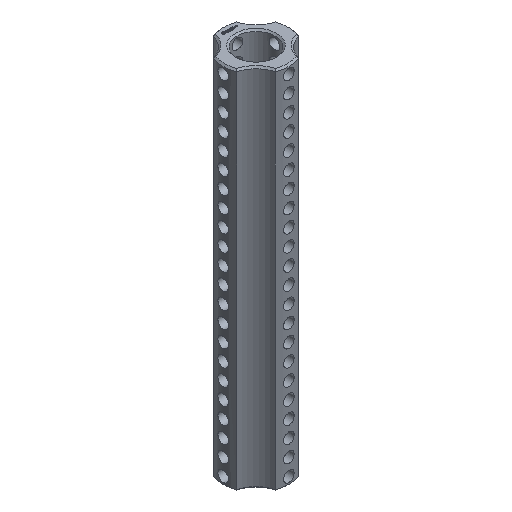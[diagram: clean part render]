
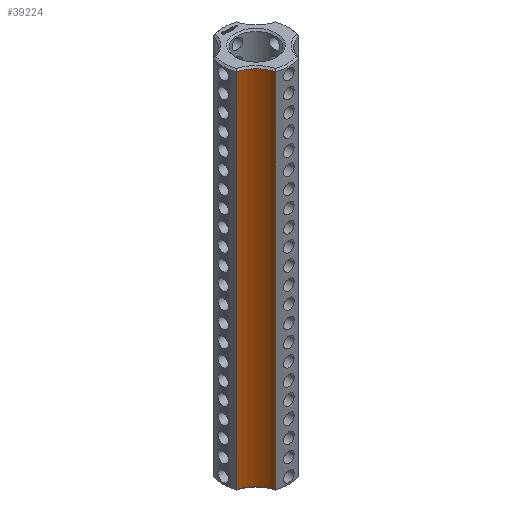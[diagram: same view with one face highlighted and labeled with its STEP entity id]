
A CAD part, isometric view. The second image highlights one B-rep face of the part: STEP entity #39224.
In plain terms, the highlighted cylindrical face has radius 5 mm (diameter 10 mm), a partial arc.
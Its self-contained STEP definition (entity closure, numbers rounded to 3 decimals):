
#4831 = CYLINDRICAL_SURFACE('',#4832,6.25);
#4832 = AXIS2_PLACEMENT_3D('',#4833,#4834,#4835);
#4833 = CARTESIAN_POINT('',(0.,0.,0.));
#4834 = DIRECTION('',(-0.,-0.,-1.));
#4835 = DIRECTION('',(1.,0.,0.));
#10376 = EDGE_CURVE('',#10377,#10379,#10381,.T.);
#10377 = VERTEX_POINT('',#10378);
#10378 = CARTESIAN_POINT('',(-2.225,-5.841,0.3));
#10379 = VERTEX_POINT('',#10380);
#10380 = CARTESIAN_POINT('',(-2.225,-5.841,68.45));
#10381 = SURFACE_CURVE('',#10382,(#10386,#10393),.PCURVE_S1.);
#10382 = LINE('',#10383,#10384);
#10383 = CARTESIAN_POINT('',(-2.225,-5.841,0.));
#10384 = VECTOR('',#10385,1.);
#10385 = DIRECTION('',(0.,0.,1.));
#10386 = PCURVE('',#4831,#10387);
#10387 = DEFINITIONAL_REPRESENTATION('',(#10388),#10392);
#10388 = LINE('',#10389,#10390);
#10389 = CARTESIAN_POINT('',(-4.348,0.));
#10390 = VECTOR('',#10391,1.);
#10391 = DIRECTION('',(-0.,-1.));
#10392 = ( GEOMETRIC_REPRESENTATION_CONTEXT(2) 
PARAMETRIC_REPRESENTATION_CONTEXT() REPRESENTATION_CONTEXT('2D SPACE',''
  ) );
#10393 = PCURVE('',#10394,#10399);
#10394 = CYLINDRICAL_SURFACE('',#10395,5.);
#10395 = AXIS2_PLACEMENT_3D('',#10396,#10397,#10398);
#10396 = CARTESIAN_POINT('',(-7.071,-7.071,0.));
#10397 = DIRECTION('',(-0.,-0.,-1.));
#10398 = DIRECTION('',(1.,0.,0.));
#10399 = DEFINITIONAL_REPRESENTATION('',(#10400),#10404);
#10400 = LINE('',#10401,#10402);
#10401 = CARTESIAN_POINT('',(-0.249,0.));
#10402 = VECTOR('',#10403,1.);
#10403 = DIRECTION('',(-0.,-1.));
#10404 = ( GEOMETRIC_REPRESENTATION_CONTEXT(2) 
PARAMETRIC_REPRESENTATION_CONTEXT() REPRESENTATION_CONTEXT('2D SPACE',''
  ) );
#14120 = CONICAL_SURFACE('',#14121,5.,0.785);
#14121 = AXIS2_PLACEMENT_3D('',#14122,#14123,#14124);
#14122 = CARTESIAN_POINT('',(-7.071,-7.071,0.3));
#14123 = DIRECTION('',(-0.,-0.,-1.));
#14124 = DIRECTION('',(0.969,0.246,0.));
#14352 = CONICAL_SURFACE('',#14353,5.,0.785);
#14353 = AXIS2_PLACEMENT_3D('',#14354,#14355,#14356);
#14354 = CARTESIAN_POINT('',(-7.071,-7.071,68.45));
#14355 = DIRECTION('',(0.,0.,1.));
#14356 = DIRECTION('',(0.969,0.246,0.));
#39224 = ADVANCED_FACE('',(#39225),#10394,.F.);
#39225 = FACE_BOUND('',#39226,.T.);
#39226 = EDGE_LOOP('',(#39227,#39228,#39252,#39280));
#39227 = ORIENTED_EDGE('',*,*,#10376,.T.);
#39228 = ORIENTED_EDGE('',*,*,#39229,.T.);
#39229 = EDGE_CURVE('',#10379,#39230,#39232,.T.);
#39230 = VERTEX_POINT('',#39231);
#39231 = CARTESIAN_POINT('',(-5.841,-2.225,68.45));
#39232 = SURFACE_CURVE('',#39233,(#39238,#39245),.PCURVE_S1.);
#39233 = CIRCLE('',#39234,5.);
#39234 = AXIS2_PLACEMENT_3D('',#39235,#39236,#39237);
#39235 = CARTESIAN_POINT('',(-7.071,-7.071,68.45));
#39236 = DIRECTION('',(0.,-0.,1.));
#39237 = DIRECTION('',(0.969,0.246,0.));
#39238 = PCURVE('',#10394,#39239);
#39239 = DEFINITIONAL_REPRESENTATION('',(#39240),#39244);
#39240 = LINE('',#39241,#39242);
#39241 = CARTESIAN_POINT('',(-0.249,-68.45));
#39242 = VECTOR('',#39243,1.);
#39243 = DIRECTION('',(-1.,0.));
#39244 = ( GEOMETRIC_REPRESENTATION_CONTEXT(2) 
PARAMETRIC_REPRESENTATION_CONTEXT() REPRESENTATION_CONTEXT('2D SPACE',''
  ) );
#39245 = PCURVE('',#14352,#39246);
#39246 = DEFINITIONAL_REPRESENTATION('',(#39247),#39251);
#39247 = LINE('',#39248,#39249);
#39248 = CARTESIAN_POINT('',(0.,0.));
#39249 = VECTOR('',#39250,1.);
#39250 = DIRECTION('',(1.,0.));
#39251 = ( GEOMETRIC_REPRESENTATION_CONTEXT(2) 
PARAMETRIC_REPRESENTATION_CONTEXT() REPRESENTATION_CONTEXT('2D SPACE',''
  ) );
#39252 = ORIENTED_EDGE('',*,*,#39253,.F.);
#39253 = EDGE_CURVE('',#39254,#39230,#39256,.T.);
#39254 = VERTEX_POINT('',#39255);
#39255 = CARTESIAN_POINT('',(-5.841,-2.225,0.3));
#39256 = SURFACE_CURVE('',#39257,(#39261,#39268),.PCURVE_S1.);
#39257 = LINE('',#39258,#39259);
#39258 = CARTESIAN_POINT('',(-5.841,-2.225,0.));
#39259 = VECTOR('',#39260,1.);
#39260 = DIRECTION('',(0.,0.,1.));
#39261 = PCURVE('',#10394,#39262);
#39262 = DEFINITIONAL_REPRESENTATION('',(#39263),#39267);
#39263 = LINE('',#39264,#39265);
#39264 = CARTESIAN_POINT('',(-1.322,0.));
#39265 = VECTOR('',#39266,1.);
#39266 = DIRECTION('',(-0.,-1.));
#39267 = ( GEOMETRIC_REPRESENTATION_CONTEXT(2) 
PARAMETRIC_REPRESENTATION_CONTEXT() REPRESENTATION_CONTEXT('2D SPACE',''
  ) );
#39268 = PCURVE('',#39269,#39274);
#39269 = CYLINDRICAL_SURFACE('',#39270,6.25);
#39270 = AXIS2_PLACEMENT_3D('',#39271,#39272,#39273);
#39271 = CARTESIAN_POINT('',(0.,0.,0.));
#39272 = DIRECTION('',(-0.,-0.,-1.));
#39273 = DIRECTION('',(1.,0.,0.));
#39274 = DEFINITIONAL_REPRESENTATION('',(#39275),#39279);
#39275 = LINE('',#39276,#39277);
#39276 = CARTESIAN_POINT('',(-3.506,0.));
#39277 = VECTOR('',#39278,1.);
#39278 = DIRECTION('',(-0.,-1.));
#39279 = ( GEOMETRIC_REPRESENTATION_CONTEXT(2) 
PARAMETRIC_REPRESENTATION_CONTEXT() REPRESENTATION_CONTEXT('2D SPACE',''
  ) );
#39280 = ORIENTED_EDGE('',*,*,#39281,.F.);
#39281 = EDGE_CURVE('',#10377,#39254,#39282,.T.);
#39282 = SURFACE_CURVE('',#39283,(#39288,#39295),.PCURVE_S1.);
#39283 = CIRCLE('',#39284,5.);
#39284 = AXIS2_PLACEMENT_3D('',#39285,#39286,#39287);
#39285 = CARTESIAN_POINT('',(-7.071,-7.071,0.3));
#39286 = DIRECTION('',(0.,-0.,1.));
#39287 = DIRECTION('',(0.969,0.246,0.));
#39288 = PCURVE('',#10394,#39289);
#39289 = DEFINITIONAL_REPRESENTATION('',(#39290),#39294);
#39290 = LINE('',#39291,#39292);
#39291 = CARTESIAN_POINT('',(-0.249,-0.3));
#39292 = VECTOR('',#39293,1.);
#39293 = DIRECTION('',(-1.,0.));
#39294 = ( GEOMETRIC_REPRESENTATION_CONTEXT(2) 
PARAMETRIC_REPRESENTATION_CONTEXT() REPRESENTATION_CONTEXT('2D SPACE',''
  ) );
#39295 = PCURVE('',#14120,#39296);
#39296 = DEFINITIONAL_REPRESENTATION('',(#39297),#39301);
#39297 = LINE('',#39298,#39299);
#39298 = CARTESIAN_POINT('',(-0.,0.));
#39299 = VECTOR('',#39300,1.);
#39300 = DIRECTION('',(-1.,0.));
#39301 = ( GEOMETRIC_REPRESENTATION_CONTEXT(2) 
PARAMETRIC_REPRESENTATION_CONTEXT() REPRESENTATION_CONTEXT('2D SPACE',''
  ) );
